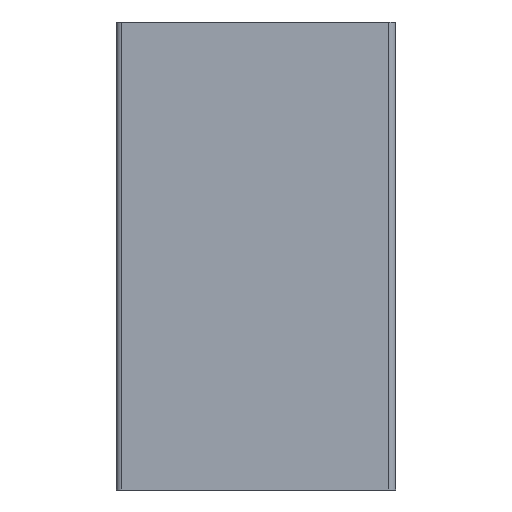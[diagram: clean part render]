
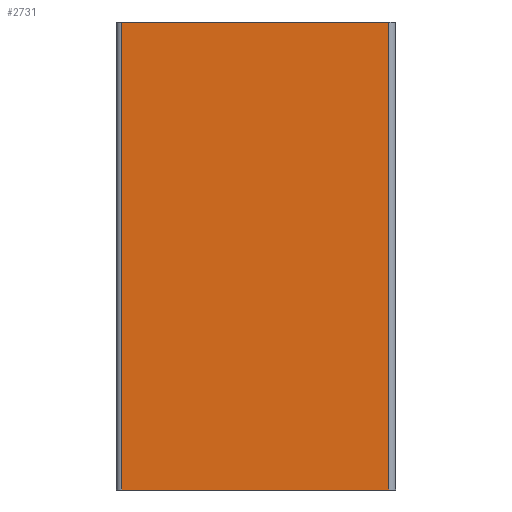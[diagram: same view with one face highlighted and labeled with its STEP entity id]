
A CAD part, left-side view. The second image highlights one B-rep face of the part: STEP entity #2731.
In plain terms, the highlighted planar face has unit normal (-1, 0, 0).
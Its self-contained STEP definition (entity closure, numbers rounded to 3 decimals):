
#468 = CARTESIAN_POINT ( 'NONE',  ( 0., 19.399, 47. ) ) ;
#513 = DIRECTION ( 'NONE',  ( 0., -1., 0. ) ) ;
#643 = CARTESIAN_POINT ( 'NONE',  ( 0., 1., 47. ) ) ;
#681 = EDGE_CURVE ( 'NONE', #1864, #1416, #3614, .T. ) ;
#967 = EDGE_LOOP ( 'NONE', ( #2209, #1918, #2241, #3412 ) ) ;
#1125 = CARTESIAN_POINT ( 'NONE',  ( 0., 1., 0. ) ) ;
#1223 = CARTESIAN_POINT ( 'NONE',  ( 0., 39.25, -20. ) ) ;
#1253 = EDGE_CURVE ( 'NONE', #3046, #2887, #2437, .T. ) ;
#1416 = VERTEX_POINT ( 'NONE', #1223 ) ;
#1537 = CARTESIAN_POINT ( 'NONE',  ( 0., 39.25, 47. ) ) ;
#1606 = AXIS2_PLACEMENT_3D ( 'NONE', #1125, #2299, #1705 ) ;
#1705 = DIRECTION ( 'NONE',  ( 0., 0., 1. ) ) ;
#1749 = CARTESIAN_POINT ( 'NONE',  ( 0., 39.25, 0. ) ) ;
#1861 = CARTESIAN_POINT ( 'NONE',  ( 0., 1., -20. ) ) ;
#1864 = VERTEX_POINT ( 'NONE', #1537 ) ;
#1918 = ORIENTED_EDGE ( 'NONE', *, *, #2270, .F. ) ;
#2040 = VECTOR ( 'NONE', #3539, 1000. ) ;
#2061 = CARTESIAN_POINT ( 'NONE',  ( 0., 19.399, -20. ) ) ;
#2209 = ORIENTED_EDGE ( 'NONE', *, *, #1253, .F. ) ;
#2241 = ORIENTED_EDGE ( 'NONE', *, *, #681, .T. ) ;
#2270 = EDGE_CURVE ( 'NONE', #1864, #3046, #3510, .T. ) ;
#2299 = DIRECTION ( 'NONE',  ( -1., 0., 0. ) ) ;
#2383 = FACE_OUTER_BOUND ( 'NONE', #967, .T. ) ;
#2437 = LINE ( 'NONE', #3178, #2543 ) ;
#2543 = VECTOR ( 'NONE', #2565, 1000. ) ;
#2565 = DIRECTION ( 'NONE',  ( 0., 0., -1. ) ) ;
#2731 = ADVANCED_FACE ( 'NONE', ( #2383 ), #3478, .T. ) ;
#2872 = VECTOR ( 'NONE', #513, 1000. ) ;
#2887 = VERTEX_POINT ( 'NONE', #1861 ) ;
#2893 = LINE ( 'NONE', #2061, #2040 ) ;
#2987 = DIRECTION ( 'NONE',  ( 0., 0., -1. ) ) ;
#3046 = VERTEX_POINT ( 'NONE', #643 ) ;
#3178 = CARTESIAN_POINT ( 'NONE',  ( 0., 1., 0. ) ) ;
#3312 = EDGE_CURVE ( 'NONE', #1416, #2887, #2893, .T. ) ;
#3398 = VECTOR ( 'NONE', #2987, 1000. ) ;
#3412 = ORIENTED_EDGE ( 'NONE', *, *, #3312, .T. ) ;
#3478 = PLANE ( 'NONE',  #1606 ) ;
#3510 = LINE ( 'NONE', #468, #2872 ) ;
#3539 = DIRECTION ( 'NONE',  ( 0., -1., 0. ) ) ;
#3614 = LINE ( 'NONE', #1749, #3398 ) ;
